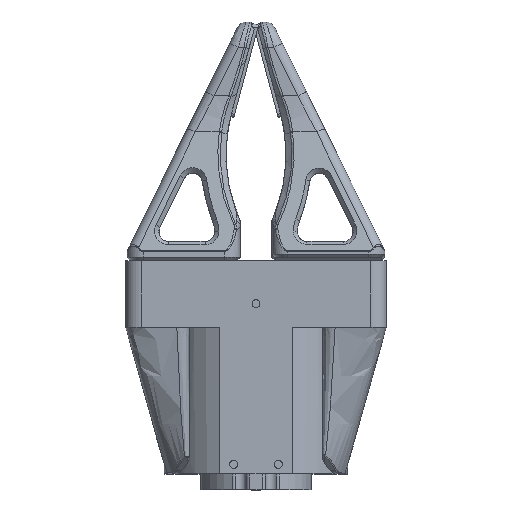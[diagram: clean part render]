
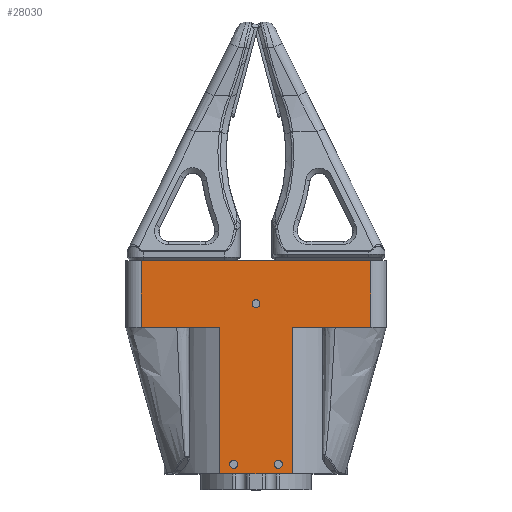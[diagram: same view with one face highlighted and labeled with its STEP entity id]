
A CAD part, top view. The second image highlights one B-rep face of the part: STEP entity #28030.
In plain terms, the highlighted planar face has unit normal (0, 0, 1).
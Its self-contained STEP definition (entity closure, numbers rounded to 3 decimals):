
#195 = FACE_BOUND ( 'NONE', #1769, .T. ) ;
#938 = EDGE_LOOP ( 'NONE', ( #27630 ) ) ;
#1574 = VERTEX_POINT ( 'NONE', #22245 ) ;
#1713 = VERTEX_POINT ( 'NONE', #24129 ) ;
#1769 = EDGE_LOOP ( 'NONE', ( #24692 ) ) ;
#1790 = EDGE_CURVE ( 'NONE', #9515, #3360, #27258, .T. ) ;
#2841 = EDGE_CURVE ( 'NONE', #31037, #38311, #13838, .T. ) ;
#3360 = VERTEX_POINT ( 'NONE', #25145 ) ;
#3883 = CARTESIAN_POINT ( 'NONE',  ( -9.156, -15.862, 1026.5 ) ) ;
#3956 = VECTOR ( 'NONE', #24230, 1000. ) ;
#5301 = CARTESIAN_POINT ( 'NONE',  ( -31.922, -61.862, 1026.5 ) ) ;
#6039 = DIRECTION ( 'NONE',  ( 1., 0., 0. ) ) ;
#8133 = DIRECTION ( 'NONE',  ( -1., 0., 0. ) ) ;
#8706 = CARTESIAN_POINT ( 'NONE',  ( 15.461, -15.862, 1026.5 ) ) ;
#9169 = DIRECTION ( 'NONE',  ( 0., 0., 1. ) ) ;
#9276 = CARTESIAN_POINT ( 'NONE',  ( -9.156, -140.196, 1026.5 ) ) ;
#9515 = VERTEX_POINT ( 'NONE', #24300 ) ;
#10097 = LINE ( 'NONE', #13455, #32816 ) ;
#10816 = VECTOR ( 'NONE', #26547, 1000. ) ;
#11215 = EDGE_CURVE ( 'NONE', #1574, #1574, #30024, .T. ) ;
#11649 = DIRECTION ( 'NONE',  ( 1., 0., 0. ) ) ;
#11747 = DIRECTION ( 'NONE',  ( 1., 0., 0. ) ) ;
#11866 = EDGE_CURVE ( 'NONE', #37561, #37561, #21266, .T. ) ;
#12323 = DIRECTION ( 'NONE',  ( -1., 0., 0. ) ) ;
#12607 = ORIENTED_EDGE ( 'NONE', *, *, #2841, .F. ) ;
#12952 = DIRECTION ( 'NONE',  ( 0., 0., 1. ) ) ;
#13455 = CARTESIAN_POINT ( 'NONE',  ( -56.539, 102.797, 1026.5 ) ) ;
#13458 = CARTESIAN_POINT ( 'NONE',  ( -31.922, -140.196, 1026.5 ) ) ;
#13615 = VECTOR ( 'NONE', #12323, 1000. ) ;
#13650 = LINE ( 'NONE', #13458, #38341 ) ;
#13782 = EDGE_CURVE ( 'NONE', #16917, #16917, #32615, .T. ) ;
#13838 = LINE ( 'NONE', #8706, #26820 ) ;
#14412 = AXIS2_PLACEMENT_3D ( 'NONE', #28902, #26164, #11747 ) ;
#14887 = CARTESIAN_POINT ( 'NONE',  ( 15.461, -15.862, 1026.5 ) ) ;
#15153 = DIRECTION ( 'NONE',  ( 0., 0., 1. ) ) ;
#16773 = LINE ( 'NONE', #28355, #19611 ) ;
#16917 = VERTEX_POINT ( 'NONE', #34985 ) ;
#17073 = ORIENTED_EDGE ( 'NONE', *, *, #24562, .T. ) ;
#17110 = CARTESIAN_POINT ( 'NONE',  ( 15.461, 5.16, 1026.5 ) ) ;
#17720 = FACE_BOUND ( 'NONE', #938, .T. ) ;
#17744 = CARTESIAN_POINT ( 'NONE',  ( -27.539, -58.862, 1026.5 ) ) ;
#18042 = ORIENTED_EDGE ( 'NONE', *, *, #38803, .F. ) ;
#18100 = CARTESIAN_POINT ( 'NONE',  ( 15.461, 5.16, 1026.5 ) ) ;
#18200 = EDGE_LOOP ( 'NONE', ( #12607, #18042, #29710, #27476, #34635, #22693, #24744, #17073 ) ) ;
#18220 = CARTESIAN_POINT ( 'NONE',  ( -13.539, -58.862, 1026.5 ) ) ;
#19611 = VECTOR ( 'NONE', #26001, 1000. ) ;
#19757 = DIRECTION ( 'NONE',  ( 0., 1., 0. ) ) ;
#21266 = CIRCLE ( 'NONE', #31304, 1.25 ) ;
#22245 = CARTESIAN_POINT ( 'NONE',  ( -12.289, -58.862, 1026.5 ) ) ;
#22516 = AXIS2_PLACEMENT_3D ( 'NONE', #18220, #9169, #6039 ) ;
#22693 = ORIENTED_EDGE ( 'NONE', *, *, #34347, .F. ) ;
#23237 = FACE_OUTER_BOUND ( 'NONE', #18200, .T. ) ;
#23376 = EDGE_CURVE ( 'NONE', #1713, #35526, #32612, .T. ) ;
#24008 = FACE_BOUND ( 'NONE', #35841, .T. ) ;
#24129 = CARTESIAN_POINT ( 'NONE',  ( -56.539, 5.16, 1026.5 ) ) ;
#24230 = DIRECTION ( 'NONE',  ( 0., 1., 0. ) ) ;
#24300 = CARTESIAN_POINT ( 'NONE',  ( -31.922, -15.862, 1026.5 ) ) ;
#24337 = EDGE_CURVE ( 'NONE', #1713, #3360, #10097, .T. ) ;
#24562 = EDGE_CURVE ( 'NONE', #37199, #38311, #33063, .T. ) ;
#24692 = ORIENTED_EDGE ( 'NONE', *, *, #11215, .F. ) ;
#24744 = ORIENTED_EDGE ( 'NONE', *, *, #38281, .F. ) ;
#25059 = DIRECTION ( 'NONE',  ( 0., -1., 0. ) ) ;
#25145 = CARTESIAN_POINT ( 'NONE',  ( -56.539, -15.862, 1026.5 ) ) ;
#26001 = DIRECTION ( 'NONE',  ( 0., -1., 0. ) ) ;
#26164 = DIRECTION ( 'NONE',  ( 0., 0., 1. ) ) ;
#26333 = LINE ( 'NONE', #5301, #35923 ) ;
#26547 = DIRECTION ( 'NONE',  ( 1., 0., 0. ) ) ;
#26820 = VECTOR ( 'NONE', #8133, 1000. ) ;
#27258 = LINE ( 'NONE', #14887, #13615 ) ;
#27476 = ORIENTED_EDGE ( 'NONE', *, *, #24337, .T. ) ;
#27630 = ORIENTED_EDGE ( 'NONE', *, *, #13782, .F. ) ;
#27879 = AXIS2_PLACEMENT_3D ( 'NONE', #38943, #15153, #29505 ) ;
#28030 = ADVANCED_FACE ( 'NONE', ( #195, #24008, #17720, #23237 ), #33031, .T. ) ;
#28043 = CARTESIAN_POINT ( 'NONE',  ( -9.156, -61.862, 1026.5 ) ) ;
#28355 = CARTESIAN_POINT ( 'NONE',  ( 15.461, 102.797, 1026.5 ) ) ;
#28695 = CARTESIAN_POINT ( 'NONE',  ( -26.289, -58.862, 1026.5 ) ) ;
#28902 = CARTESIAN_POINT ( 'NONE',  ( -20.539, -8.362, 1026.5 ) ) ;
#29461 = DIRECTION ( 'NONE',  ( -1., 0., 0. ) ) ;
#29505 = DIRECTION ( 'NONE',  ( 1., 0., 0. ) ) ;
#29508 = CARTESIAN_POINT ( 'NONE',  ( -31.922, -61.862, 1026.5 ) ) ;
#29710 = ORIENTED_EDGE ( 'NONE', *, *, #23376, .F. ) ;
#30024 = CIRCLE ( 'NONE', #22516, 1.25 ) ;
#30544 = CARTESIAN_POINT ( 'NONE',  ( 15.461, -15.862, 1026.5 ) ) ;
#31037 = VERTEX_POINT ( 'NONE', #30544 ) ;
#31304 = AXIS2_PLACEMENT_3D ( 'NONE', #17744, #12952, #11649 ) ;
#32612 = LINE ( 'NONE', #17110, #10816 ) ;
#32615 = CIRCLE ( 'NONE', #14412, 1.25 ) ;
#32816 = VECTOR ( 'NONE', #25059, 1000. ) ;
#33031 = PLANE ( 'NONE',  #27879 ) ;
#33063 = LINE ( 'NONE', #9276, #3956 ) ;
#33735 = VERTEX_POINT ( 'NONE', #29508 ) ;
#34347 = EDGE_CURVE ( 'NONE', #33735, #9515, #13650, .T. ) ;
#34440 = ORIENTED_EDGE ( 'NONE', *, *, #11866, .F. ) ;
#34635 = ORIENTED_EDGE ( 'NONE', *, *, #1790, .F. ) ;
#34985 = CARTESIAN_POINT ( 'NONE',  ( -19.289, -8.362, 1026.5 ) ) ;
#35526 = VERTEX_POINT ( 'NONE', #18100 ) ;
#35841 = EDGE_LOOP ( 'NONE', ( #34440 ) ) ;
#35923 = VECTOR ( 'NONE', #29461, 1000. ) ;
#37199 = VERTEX_POINT ( 'NONE', #28043 ) ;
#37561 = VERTEX_POINT ( 'NONE', #28695 ) ;
#38281 = EDGE_CURVE ( 'NONE', #37199, #33735, #26333, .T. ) ;
#38311 = VERTEX_POINT ( 'NONE', #3883 ) ;
#38341 = VECTOR ( 'NONE', #19757, 1000. ) ;
#38803 = EDGE_CURVE ( 'NONE', #35526, #31037, #16773, .T. ) ;
#38943 = CARTESIAN_POINT ( 'NONE',  ( 15.461, 102.797, 1026.5 ) ) ;
